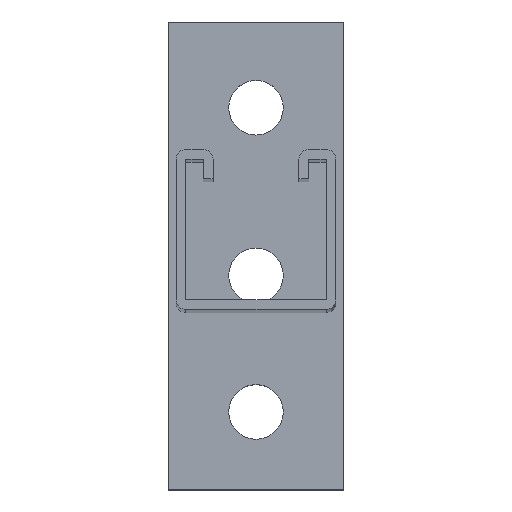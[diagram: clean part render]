
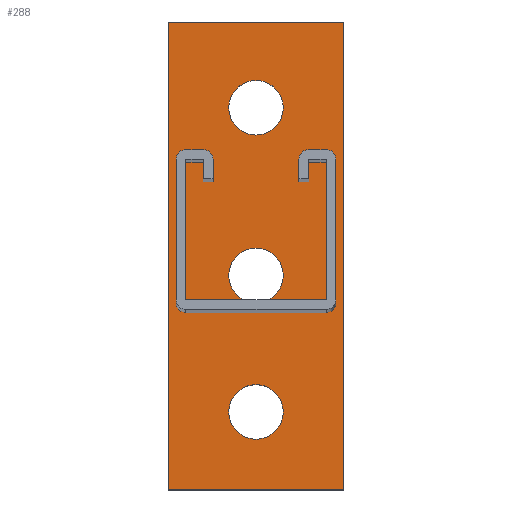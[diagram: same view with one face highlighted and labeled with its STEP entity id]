
A CAD part, top view. The second image highlights one B-rep face of the part: STEP entity #288.
In plain terms, the highlighted planar face has unit normal (0, 0, 1).
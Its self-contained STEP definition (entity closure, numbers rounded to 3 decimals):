
#11 = EDGE_CURVE ( 'NONE', #661, #830, #1066, .T. ) ;
#32 = ORIENTED_EDGE ( 'NONE', *, *, #968, .F. ) ;
#34 = LINE ( 'NONE', #993, #1238 ) ;
#51 = DIRECTION ( 'NONE',  ( 1., 0., 0. ) ) ;
#58 = EDGE_LOOP ( 'NONE', ( #326, #1117, #897, #747 ) ) ;
#74 = CARTESIAN_POINT ( 'NONE',  ( 0., -120., 8. ) ) ;
#88 = EDGE_LOOP ( 'NONE', ( #823, #1210 ) ) ;
#100 = CIRCLE ( 'NONE', #1178, 7. ) ;
#106 = CARTESIAN_POINT ( 'NONE',  ( 15.5, -65., 8. ) ) ;
#107 = VERTEX_POINT ( 'NONE', #1104 ) ;
#153 = DIRECTION ( 'NONE',  ( 1., 0., 0. ) ) ;
#179 = AXIS2_PLACEMENT_3D ( 'NONE', #1010, #279, #51 ) ;
#186 = CARTESIAN_POINT ( 'NONE',  ( 45., 0., 8. ) ) ;
#189 = EDGE_CURVE ( 'NONE', #1164, #224, #1154, .T. ) ;
#201 = AXIS2_PLACEMENT_3D ( 'NONE', #242, #837, #843 ) ;
#218 = AXIS2_PLACEMENT_3D ( 'NONE', #874, #1146, #296 ) ;
#224 = VERTEX_POINT ( 'NONE', #268 ) ;
#234 = DIRECTION ( 'NONE',  ( 0., 1., 0. ) ) ;
#239 = AXIS2_PLACEMENT_3D ( 'NONE', #820, #982, #1188 ) ;
#242 = CARTESIAN_POINT ( 'NONE',  ( 22.5, -22., 8. ) ) ;
#268 = CARTESIAN_POINT ( 'NONE',  ( 15.5, -22., 8. ) ) ;
#276 = DIRECTION ( 'NONE',  ( 0., 0., 1. ) ) ;
#279 = DIRECTION ( 'NONE',  ( 0., 0., 1. ) ) ;
#287 = CIRCLE ( 'NONE', #179, 7. ) ;
#288 = ADVANCED_FACE ( 'NONE', ( #861, #778, #598, #485 ), #1039, .T. ) ;
#296 = DIRECTION ( 'NONE',  ( 1., 0., 0. ) ) ;
#311 = CARTESIAN_POINT ( 'NONE',  ( 0., -120., 8. ) ) ;
#318 = VERTEX_POINT ( 'NONE', #867 ) ;
#326 = ORIENTED_EDGE ( 'NONE', *, *, #777, .T. ) ;
#331 = CARTESIAN_POINT ( 'NONE',  ( 29.5, -22., 8. ) ) ;
#349 = VECTOR ( 'NONE', #543, 1000. ) ;
#361 = DIRECTION ( 'NONE',  ( 0., -1., 0. ) ) ;
#374 = CARTESIAN_POINT ( 'NONE',  ( 22.5, -100., 8. ) ) ;
#433 = ORIENTED_EDGE ( 'NONE', *, *, #615, .F. ) ;
#451 = CIRCLE ( 'NONE', #1001, 7. ) ;
#454 = EDGE_CURVE ( 'NONE', #318, #1064, #1138, .T. ) ;
#461 = CARTESIAN_POINT ( 'NONE',  ( 15.5, -100., 8. ) ) ;
#485 = FACE_OUTER_BOUND ( 'NONE', #58, .T. ) ;
#518 = VERTEX_POINT ( 'NONE', #186 ) ;
#533 = EDGE_CURVE ( 'NONE', #1064, #318, #287, .T. ) ;
#539 = LINE ( 'NONE', #829, #714 ) ;
#543 = DIRECTION ( 'NONE',  ( -1., 0., 0. ) ) ;
#595 = DIRECTION ( 'NONE',  ( 1., 0., 0. ) ) ;
#598 = FACE_BOUND ( 'NONE', #88, .T. ) ;
#615 = EDGE_CURVE ( 'NONE', #1022, #729, #451, .T. ) ;
#625 = CARTESIAN_POINT ( 'NONE',  ( 45., -120., 8. ) ) ;
#661 = VERTEX_POINT ( 'NONE', #74 ) ;
#704 = EDGE_CURVE ( 'NONE', #224, #1164, #731, .T. ) ;
#714 = VECTOR ( 'NONE', #361, 1000. ) ;
#729 = VERTEX_POINT ( 'NONE', #461 ) ;
#731 = CIRCLE ( 'NONE', #201, 7. ) ;
#734 = CARTESIAN_POINT ( 'NONE',  ( 0., 0., 8. ) ) ;
#747 = ORIENTED_EDGE ( 'NONE', *, *, #1228, .T. ) ;
#761 = EDGE_CURVE ( 'NONE', #830, #518, #34, .T. ) ;
#777 = EDGE_CURVE ( 'NONE', #107, #661, #539, .T. ) ;
#778 = FACE_BOUND ( 'NONE', #852, .T. ) ;
#803 = ORIENTED_EDGE ( 'NONE', *, *, #189, .F. ) ;
#820 = CARTESIAN_POINT ( 'NONE',  ( 22.5, -65., 8. ) ) ;
#823 = ORIENTED_EDGE ( 'NONE', *, *, #454, .F. ) ;
#829 = CARTESIAN_POINT ( 'NONE',  ( 0., 0., 8. ) ) ;
#830 = VERTEX_POINT ( 'NONE', #625 ) ;
#831 = DIRECTION ( 'NONE',  ( 0., 0., 1. ) ) ;
#837 = DIRECTION ( 'NONE',  ( 0., 0., 1. ) ) ;
#843 = DIRECTION ( 'NONE',  ( 1., 0., 0. ) ) ;
#852 = EDGE_LOOP ( 'NONE', ( #433, #32 ) ) ;
#861 = FACE_BOUND ( 'NONE', #1027, .T. ) ;
#867 = CARTESIAN_POINT ( 'NONE',  ( 29.5, -65., 8. ) ) ;
#874 = CARTESIAN_POINT ( 'NONE',  ( 0., 0., 8. ) ) ;
#897 = ORIENTED_EDGE ( 'NONE', *, *, #761, .T. ) ;
#927 = LINE ( 'NONE', #734, #349 ) ;
#954 = DIRECTION ( 'NONE',  ( 1., 0., 0. ) ) ;
#968 = EDGE_CURVE ( 'NONE', #729, #1022, #100, .T. ) ;
#982 = DIRECTION ( 'NONE',  ( 0., 0., 1. ) ) ;
#993 = CARTESIAN_POINT ( 'NONE',  ( 45., 0., 8. ) ) ;
#1001 = AXIS2_PLACEMENT_3D ( 'NONE', #1044, #831, #1127 ) ;
#1010 = CARTESIAN_POINT ( 'NONE',  ( 22.5, -65., 8. ) ) ;
#1012 = CARTESIAN_POINT ( 'NONE',  ( 22.5, -22., 8. ) ) ;
#1022 = VERTEX_POINT ( 'NONE', #1125 ) ;
#1027 = EDGE_LOOP ( 'NONE', ( #803, #1144 ) ) ;
#1039 = PLANE ( 'NONE',  #218 ) ;
#1044 = CARTESIAN_POINT ( 'NONE',  ( 22.5, -100., 8. ) ) ;
#1064 = VERTEX_POINT ( 'NONE', #106 ) ;
#1066 = LINE ( 'NONE', #311, #1119 ) ;
#1077 = AXIS2_PLACEMENT_3D ( 'NONE', #1012, #276, #153 ) ;
#1104 = CARTESIAN_POINT ( 'NONE',  ( 0., 0., 8. ) ) ;
#1117 = ORIENTED_EDGE ( 'NONE', *, *, #11, .T. ) ;
#1119 = VECTOR ( 'NONE', #595, 1000. ) ;
#1125 = CARTESIAN_POINT ( 'NONE',  ( 29.5, -100., 8. ) ) ;
#1127 = DIRECTION ( 'NONE',  ( 1., 0., 0. ) ) ;
#1138 = CIRCLE ( 'NONE', #239, 7. ) ;
#1144 = ORIENTED_EDGE ( 'NONE', *, *, #704, .F. ) ;
#1146 = DIRECTION ( 'NONE',  ( 0., 0., 1. ) ) ;
#1154 = CIRCLE ( 'NONE', #1077, 7. ) ;
#1164 = VERTEX_POINT ( 'NONE', #331 ) ;
#1178 = AXIS2_PLACEMENT_3D ( 'NONE', #374, #1215, #954 ) ;
#1188 = DIRECTION ( 'NONE',  ( 1., 0., 0. ) ) ;
#1210 = ORIENTED_EDGE ( 'NONE', *, *, #533, .F. ) ;
#1215 = DIRECTION ( 'NONE',  ( 0., 0., 1. ) ) ;
#1228 = EDGE_CURVE ( 'NONE', #518, #107, #927, .T. ) ;
#1238 = VECTOR ( 'NONE', #234, 1000. ) ;
